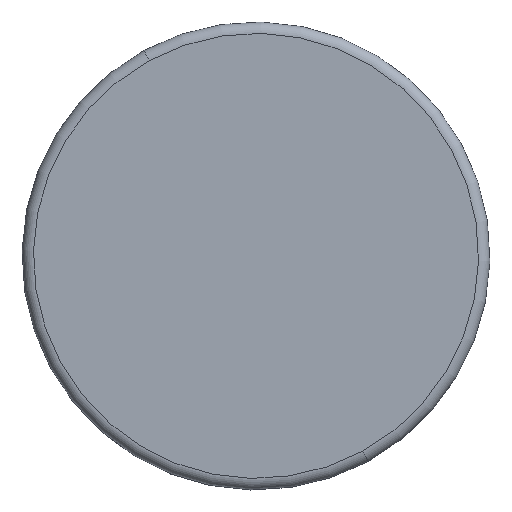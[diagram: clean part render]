
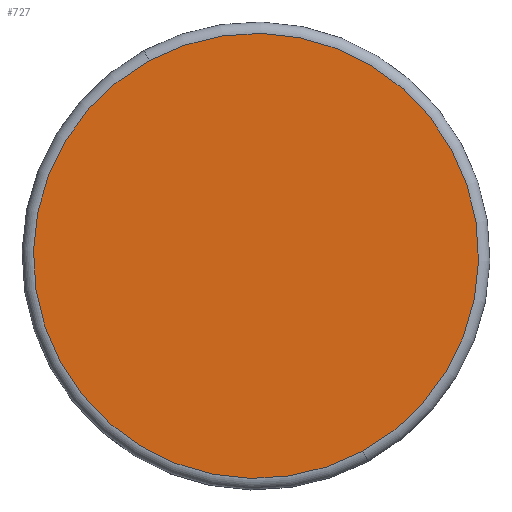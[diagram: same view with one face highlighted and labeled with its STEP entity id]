
A CAD part, top view. The second image highlights one B-rep face of the part: STEP entity #727.
In plain terms, the highlighted planar face has unit normal (0, 0, 1).
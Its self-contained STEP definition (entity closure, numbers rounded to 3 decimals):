
#632=CARTESIAN_POINT('Vertex',(9.349,-17.113,44.)) ;
#635=CARTESIAN_POINT('Axis2P3D Location',(0.,0.,44.)) ;
#639=CARTESIAN_POINT('Vertex',(-9.349,17.113,44.)) ;
#654=CARTESIAN_POINT('Axis2P3D Location',(0.,0.,44.)) ;
#718=CARTESIAN_POINT('Axis2P3D Location',(0.,19.5,44.)) ;
#636=DIRECTION('Axis2P3D Direction',(0.,0.,1.)) ;
#655=DIRECTION('Axis2P3D Direction',(0.,0.,1.)) ;
#719=DIRECTION('Axis2P3D Direction',(0.,0.,1.)) ;
#720=DIRECTION('Axis2P3D XDirection',(1.,0.,0.)) ;
#637=AXIS2_PLACEMENT_3D('Circle Axis2P3D',#635,#636,$) ;
#656=AXIS2_PLACEMENT_3D('Circle Axis2P3D',#654,#655,$) ;
#721=AXIS2_PLACEMENT_3D('Plane Axis2P3D',#718,#719,#720) ;
#724=ORIENTED_EDGE('',*,*,#658,.T.) ;
#725=ORIENTED_EDGE('',*,*,#641,.T.) ;
#727=ADVANCED_FACE('PartBody',(#726),#722,.T.) ;
#638=CIRCLE('generated circle',#637,19.5) ;
#657=CIRCLE('generated circle',#656,19.5) ;
#641=EDGE_CURVE('',#640,#633,#638,.T.) ;
#658=EDGE_CURVE('',#633,#640,#657,.T.) ;
#723=EDGE_LOOP('',(#724,#725)) ;
#726=FACE_OUTER_BOUND('',#723,.T.) ;
#722=PLANE('',#721) ;
#633=VERTEX_POINT('',#632) ;
#640=VERTEX_POINT('',#639) ;
